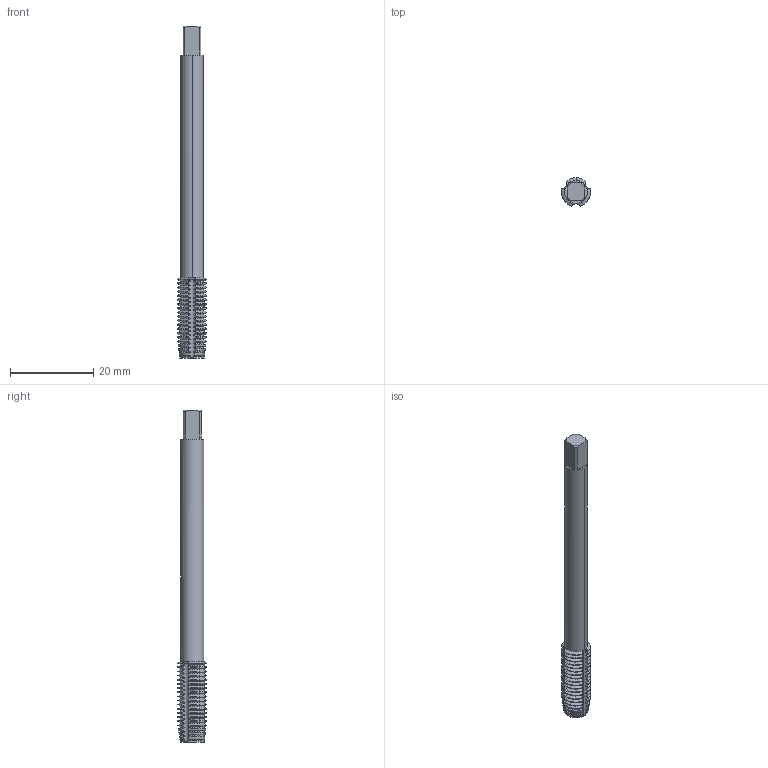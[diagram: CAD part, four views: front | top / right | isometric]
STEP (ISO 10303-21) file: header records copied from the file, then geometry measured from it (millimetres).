
FILE_DESCRIPTION(('no description'),'unknown implementation level');
FILE_NAME('solidIWzY6b1Ad3DjLKHEhmuWm_Rab5s_1.STP',' ',('CIM GmbH Aachen'),('CADClick - KiM GmbH - www.kimweb.de'),'unknown preprocess','ACIS','unknown authorization');
FILE_SCHEMA(('automotive_design'));
Length unit declared in the file: millimetre
Products named in the file (2): 1; 2
Bounding box: 7 x 6.85 x 80 mm (x, y, z)
Volume: 1985.3 mm3; surface area: 2342.8 mm2
Topology: 2 solids, 2 shells, 419 faces, 1161 edges, 746 vertices
Faces by surface type: cone 220, cylinder 179, plane 17, torus 3
Entity records: 28169 total; most frequent: CARTESIAN_POINT 4681, STYLED_ITEM 2328, PRESENTATION_STYLE_ASSIGNMENT 2328, COLOUR_RGB 2328, ORIENTED_EDGE 2322, DIRECTION 2194, EDGE_CURVE 1161, CURVE_STYLE 1161
